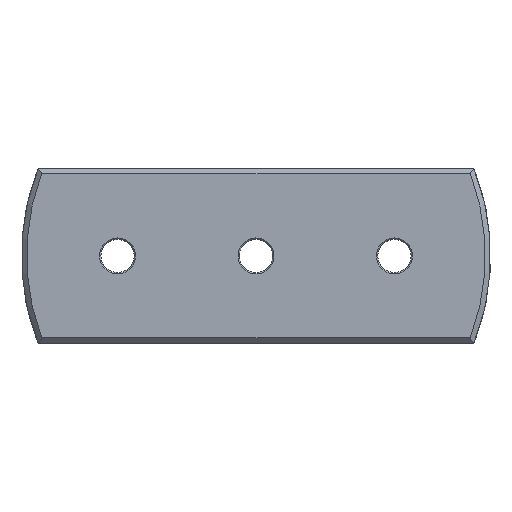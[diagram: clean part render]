
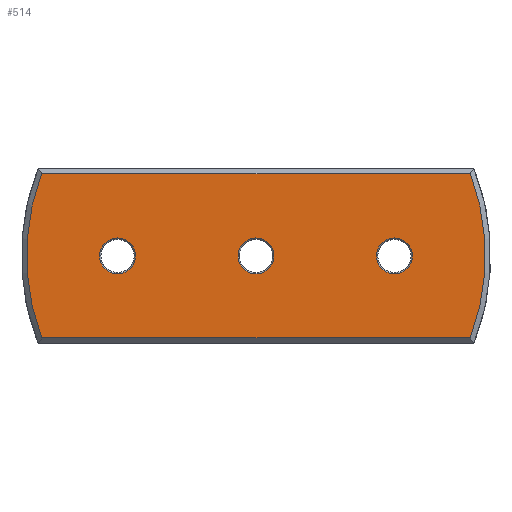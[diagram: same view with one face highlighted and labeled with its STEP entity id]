
A CAD part, top view. The second image highlights one B-rep face of the part: STEP entity #514.
In plain terms, the highlighted planar face has unit normal (0, 0, 1).
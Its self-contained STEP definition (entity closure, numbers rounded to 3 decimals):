
#382=EDGE_CURVE('NONE',#446,#450,#1073,.T.);
#390=VERTEX_POINT('NONE',#1082);
#446=VERTEX_POINT('NONE',#1144);
#448=VERTEX_POINT('NONE',#1146);
#450=VERTEX_POINT('NONE',#1148);
#468=EDGE_CURVE('NONE',#448,#928,#1169,.T.);
#498=VERTEX_POINT('NONE',#1202);
#514=ADVANCED_FACE('NONE',(#1220,#1221,#1222,#1223),#1224,.F.);
#520=VERTEX_POINT('NONE',#1230);
#612=VERTEX_POINT('NONE',#1335);
#634=VERTEX_POINT('NONE',#1363);
#664=EDGE_CURVE('NONE',#612,#498,#1394,.T.);
#728=EDGE_CURVE('NONE',#634,#520,#1465,.T.);
#838=EDGE_CURVE('NONE',#390,#942,#1587,.T.);
#910=EDGE_CURVE('NONE',#928,#446,#1666,.T.);
#912=EDGE_CURVE('NONE',#520,#634,#1668,.T.);
#928=VERTEX_POINT('NONE',#1685);
#938=EDGE_CURVE('NONE',#450,#448,#1697,.T.);
#942=VERTEX_POINT('NONE',#1702);
#978=EDGE_CURVE('NONE',#498,#612,#1740,.T.);
#988=EDGE_CURVE('NONE',#942,#390,#1751,.T.);
#1073=CIRCLE('',#1839,89.5);
#1082=CARTESIAN_POINT('',(54.0,7.,0.0));
#1144=CARTESIAN_POINT('',(83.584,-32.0,0.0));
#1146=CARTESIAN_POINT('',(-83.584,32.0,0.0));
#1148=CARTESIAN_POINT('',(83.584,32.0,0.0));
#1169=CIRCLE('',#1992,89.5);
#1202=CARTESIAN_POINT('',(-54.0,-7.0,0.0));
#1220=FACE_OUTER_BOUND('',#2069,.T.);
#1221=FACE_BOUND('',#2070,.T.);
#1222=FACE_BOUND('',#2071,.T.);
#1223=FACE_BOUND('',#2072,.T.);
#1224=PLANE('',#2073);
#1230=CARTESIAN_POINT('',(0.0,7.0,0.0));
#1335=CARTESIAN_POINT('',(-54.0,7.0,0.0));
#1363=CARTESIAN_POINT('',(0.,-7.0,0.0));
#1394=CIRCLE('',#2389,7.0);
#1465=CIRCLE('',#2512,7.0);
#1587=CIRCLE('',#2694,7.0);
#1666=LINE('',#2844,#2845);
#1668=CIRCLE('',#2848,7.0);
#1685=CARTESIAN_POINT('',(-83.584,-32.0,0.0));
#1697=LINE('',#2898,#2899);
#1702=CARTESIAN_POINT('',(54.0,-7.,0.0));
#1740=CIRCLE('',#2974,7.0);
#1751=CIRCLE('',#2987,7.0);
#1839=AXIS2_PLACEMENT_3D('',#3082,#3083,#3084);
#1992=AXIS2_PLACEMENT_3D('',#3179,#3180,#3181);
#2069=EDGE_LOOP('',(#3255,#3256,#3257,#3258));
#2070=EDGE_LOOP('',(#3259,#3260));
#2071=EDGE_LOOP('',(#3261,#3262));
#2072=EDGE_LOOP('',(#3263,#3264));
#2073=AXIS2_PLACEMENT_3D('',#3265,#3266,#3267);
#2389=AXIS2_PLACEMENT_3D('',#3449,#3450,#3451);
#2512=AXIS2_PLACEMENT_3D('',#3528,#3529,#3530);
#2694=AXIS2_PLACEMENT_3D('',#3684,#3685,#3686);
#2844=CARTESIAN_POINT('',(84.949,-32.0,0.0));
#2845=VECTOR('',#3781,1000.0);
#2848=AXIS2_PLACEMENT_3D('',#3782,#3783,#3784);
#2898=CARTESIAN_POINT('',(-84.949,32.0,0.0));
#2899=VECTOR('',#3816,1000.0);
#2974=AXIS2_PLACEMENT_3D('',#3853,#3854,#3855);
#2987=AXIS2_PLACEMENT_3D('',#3867,#3868,#3869);
#3082=CARTESIAN_POINT('',(0.0,0.0,0.0));
#3083=DIRECTION('',(-0.0,0.0,1.0));
#3084=DIRECTION('',(0.0,-1.0,0.0));
#3179=CARTESIAN_POINT('',(0.0,0.0,0.0));
#3180=DIRECTION('',(0.0,0.0,1.0));
#3181=DIRECTION('',(0.,-1.0,-0.0));
#3255=ORIENTED_EDGE('',*,*,#468,.T.);
#3256=ORIENTED_EDGE('',*,*,#910,.T.);
#3257=ORIENTED_EDGE('',*,*,#382,.T.);
#3258=ORIENTED_EDGE('',*,*,#938,.T.);
#3259=ORIENTED_EDGE('',*,*,#664,.T.);
#3260=ORIENTED_EDGE('',*,*,#978,.T.);
#3261=ORIENTED_EDGE('',*,*,#838,.T.);
#3262=ORIENTED_EDGE('',*,*,#988,.T.);
#3263=ORIENTED_EDGE('',*,*,#912,.T.);
#3264=ORIENTED_EDGE('',*,*,#728,.T.);
#3265=CARTESIAN_POINT('',(0.0,0.0,0.0));
#3266=DIRECTION('',(0.0,0.0,-1.0));
#3267=DIRECTION('',(-1.0,0.0,0.0));
#3449=CARTESIAN_POINT('',(-54.0,0.0,0.0));
#3450=DIRECTION('',(0.0,0.0,-1.0));
#3451=DIRECTION('',(0.0,-1.0,0.0));
#3528=CARTESIAN_POINT('',(0.0,0.0,0.0));
#3529=DIRECTION('',(0.0,0.0,-1.0));
#3530=DIRECTION('',(0.0,-1.0,0.0));
#3684=CARTESIAN_POINT('',(54.0,0.,0.0));
#3685=DIRECTION('',(0.0,0.0,-1.0));
#3686=DIRECTION('',(0.0,-1.0,0.0));
#3781=DIRECTION('',(1.0,0.0,0.0));
#3782=CARTESIAN_POINT('',(0.0,0.0,0.0));
#3783=DIRECTION('',(0.0,0.0,-1.0));
#3784=DIRECTION('',(0.0,-1.0,0.0));
#3816=DIRECTION('',(-1.0,0.0,0.0));
#3853=CARTESIAN_POINT('',(-54.0,0.0,0.0));
#3854=DIRECTION('',(0.0,0.0,-1.0));
#3855=DIRECTION('',(0.0,-1.0,0.0));
#3867=CARTESIAN_POINT('',(54.0,0.,0.0));
#3868=DIRECTION('',(0.0,0.0,-1.0));
#3869=DIRECTION('',(0.0,-1.0,0.0));
